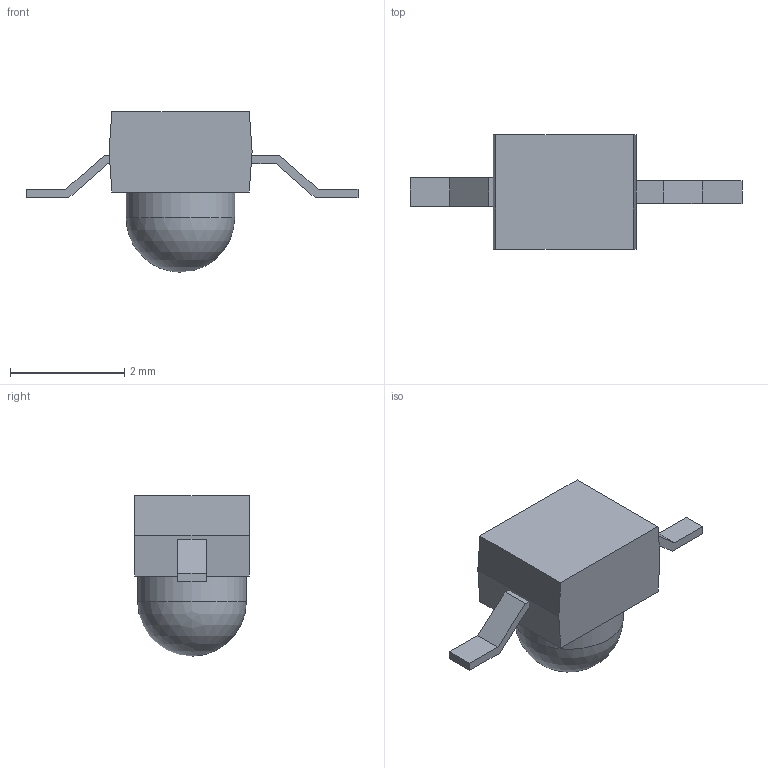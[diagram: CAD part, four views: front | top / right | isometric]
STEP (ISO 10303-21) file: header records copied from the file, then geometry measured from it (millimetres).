
FILE_DESCRIPTION(/* description */ ('STEP AP214'),/* implementation_level */ '2;1');
FILE_NAME(/* name */ '60202b94ce21611583609b02',/* time_stamp */ '2021-02-07T18:04:05+00:00',/* author */ (''),/* organization */ (''),/* preprocessor_version */ 'ST-DEVELOPER v18.1',/* originating_system */ ' ',/* authorisation */ ' ');
FILE_SCHEMA (('AUTOMOTIVE_DESIGN {1 0 10303 214 3 1 1}'));
Length unit declared in the file: metre
Products named in the file (3): Leg Anode; 2mm Reverse LED; Leg Cathode
Bounding box: 5.8 x 2 x 2.8 mm (x, y, z)
Volume: 10.3 mm3; surface area: 35.3 mm2
Topology: 3 solids, 3 shells, 30 faces, 73 edges, 49 vertices
Faces by surface type: plane 28, cylinder 1, sphere 1
Full cylindrical faces by diameter (mm): 1.9 x1
Entity records: 911 total; most frequent: CARTESIAN_POINT 147, ORIENTED_EDGE 136, DIRECTION 136, EDGE_CURVE 68, LINE 66, VECTOR 66, VERTEX_POINT 46, AXIS2_PLACEMENT_3D 35
